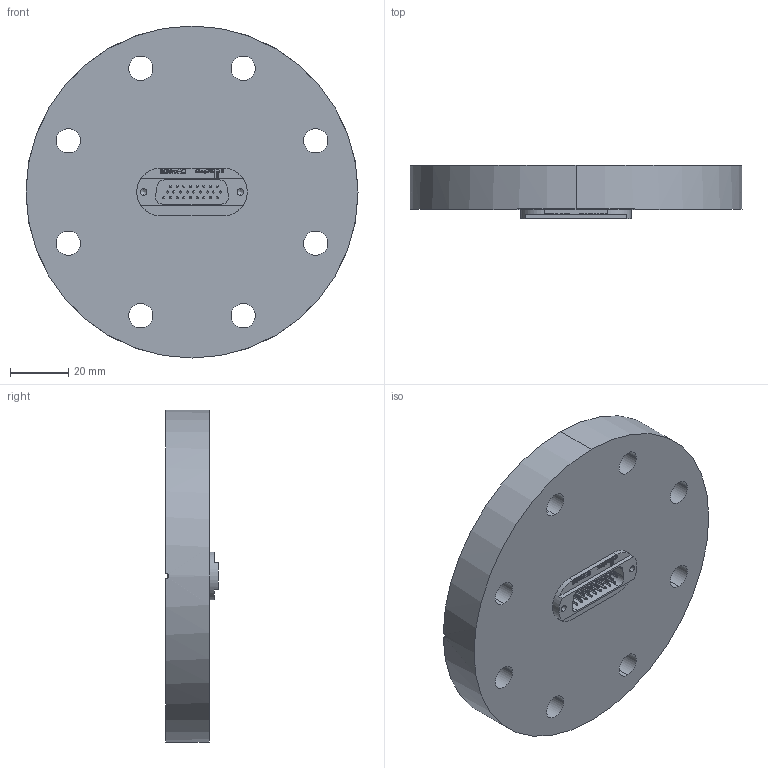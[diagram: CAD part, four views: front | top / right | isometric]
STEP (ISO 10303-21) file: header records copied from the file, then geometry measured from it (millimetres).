
FILE_DESCRIPTION (( 'STEP AP214' ), '1' );
FILE_NAME ('210-HD26-C63.step', '2025-02-17T20:30:12', ( '' ), ( '' ), 'SwSTEP 2.0', 'SolidWorks 2022', '' );
FILE_SCHEMA (( 'AUTOMOTIVE_DESIGN' ));
Length unit declared in the file: millimetre
Products named in the file (5): 9210-D15-C63_DN63; 210-HD26-C63; 9210-PIN-FENI-0.7_vergoldet; 9218-HDX-SS_26pol.0,7 mm Logo; 218-HDX-SS_218-HD26-SS
Assembly tree (29 placements, depth 3):
  210-HD26-C63
    9210-D15-C63_DN63
    218-HDX-SS_218-HD26-SS
      9218-HDX-SS_26pol.0,7 mm Logo
      9210-PIN-FENI-0.7_vergoldet  x26
Bounding box: 114.3 x 18.2 x 114.3 mm (x, y, z)
Volume: 139047.9 mm3; surface area: 33844.4 mm2
Topology: 28 solids, 28 shells, 435 faces, 1211 edges, 798 vertices
Faces by surface type: cylinder 194, plane 148, sphere 52, bspline 27, cone 12, torus 2
Entity records: 12757 total; most frequent: CARTESIAN_POINT 3692, DIRECTION 1819, ORIENTED_EDGE 1794, EDGE_CURVE 897, AXIS2_PLACEMENT_3D 639, VERTEX_POINT 594, LINE 541, VECTOR 541
